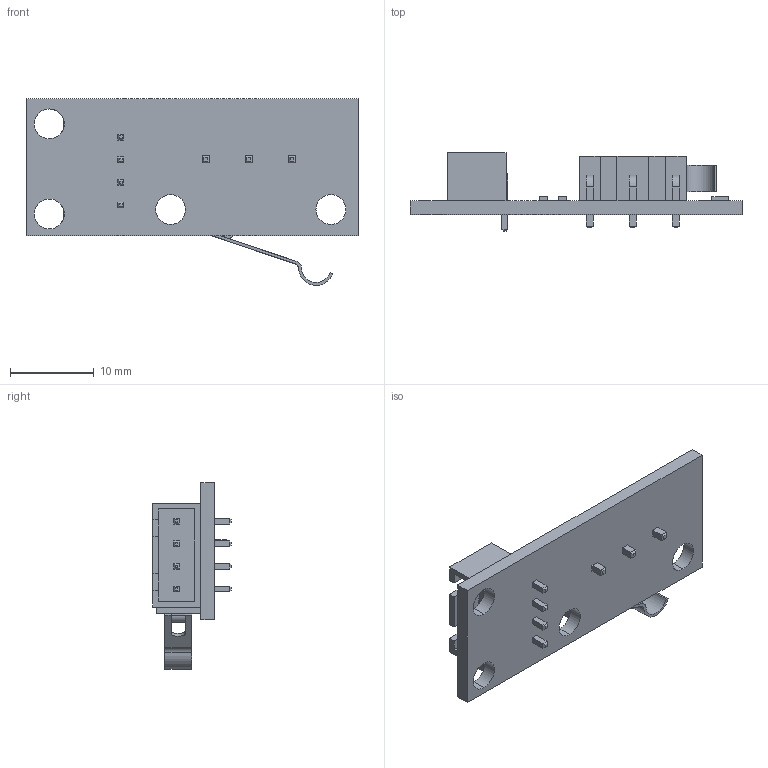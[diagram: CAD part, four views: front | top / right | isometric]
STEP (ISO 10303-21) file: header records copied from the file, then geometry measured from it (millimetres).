
FILE_DESCRIPTION (( 'STEP AP214' ), '1' );
FILE_NAME ('Switch.STEP', '2019-07-31T00:24:41', ( '' ), ( '' ), 'SwSTEP 2.0', 'SolidWorks 2015', '' );
FILE_SCHEMA (( 'AUTOMOTIVE_DESIGN' ));
Length unit declared in the file: millimetre
Products named in the file (1): Switch
Bounding box: 39.7 x 9.4 x 22.36 mm (x, y, z)
Volume: 1650.4 mm3; surface area: 2571.9 mm2
Topology: 2 solids, 2 shells, 267 faces, 657 edges, 414 vertices
Faces by surface type: plane 243, cylinder 24
Entity records: 9333 total; most frequent: CARTESIAN_POINT 1339, ORIENTED_EDGE 1314, DIRECTION 1245, EDGE_CURVE 657, VECTOR 605, LINE 605, VERTEX_POINT 414, AXIS2_PLACEMENT_3D 320
